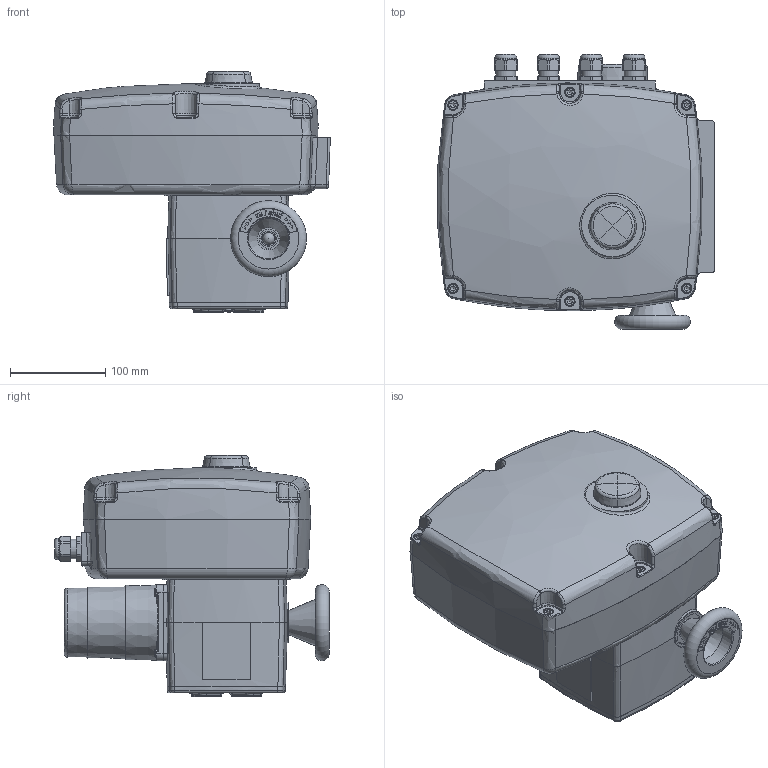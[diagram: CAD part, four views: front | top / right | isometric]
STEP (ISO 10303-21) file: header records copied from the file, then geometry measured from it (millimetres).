
FILE_DESCRIPTION(/* description */ (''),/* implementation_level */ '2;1');
FILE_NAME(/* name */ 'E3dM-065-0002.stp',/* time_stamp */ '2016-07-15T08:56:21+02:00',/* author */ ('Hellwig'),/* organization */ (''),/* preprocessor_version */ 'ST-DEVELOPER v15.6',/* originating_system */ 'Autodesk Inventor 2015',/* authorisation */ '');
FILE_SCHEMA (('AUTOMOTIVE_DESIGN { 1 0 10303 214 3 1 1 }'));
Length unit declared in the file: centimetre
Products named in the file (1): M7910
Bounding box: 291.12 x 289.4 x 254.2 mm (x, y, z)
Volume: 37750.9 mm3; surface area: 774103.6 mm2
Topology: 43 solids, 45 shells, 3548 faces, 8749 edges, 5361 vertices
Faces by surface type: plane 1224, cylinder 944, bspline 611, torus 355, cone 325, sphere 89
Full cylindrical faces by diameter (mm): 2.459 x2, 3 x10, 3.242 x12, 3.5 x2, 3.7 x1, 4.134 x6, 4.567 x1, 4.7 x6, 4.917 x24, 5 x4, 5.3 x4, 5.5 x4, 6 x11, 6.5 x10, 6.6 x4, 6.647 x5, 7.2 x1, 8 x6, 8.5 x6, 9 x1, 10 x17, 10.5 x1, 11 x10, 12 x6, 12.3 x4, 12.5 x1, 13.5 x4, 13.7 x4, 14 x3, 14.1 x4
Entity records: 120792 total; most frequent: CARTESIAN_POINT 40041, ORIENTED_EDGE 15990, DIRECTION 15647, EDGE_CURVE 7992, AXIS2_PLACEMENT_3D 6465, VERTEX_POINT 5159, EDGE_LOOP 4235, FACE_OUTER_BOUND 3547
